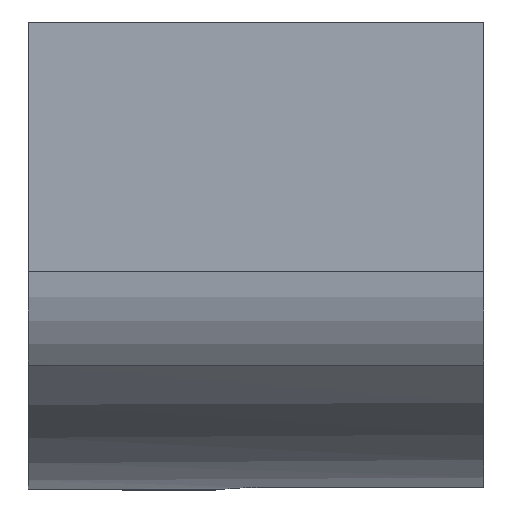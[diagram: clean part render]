
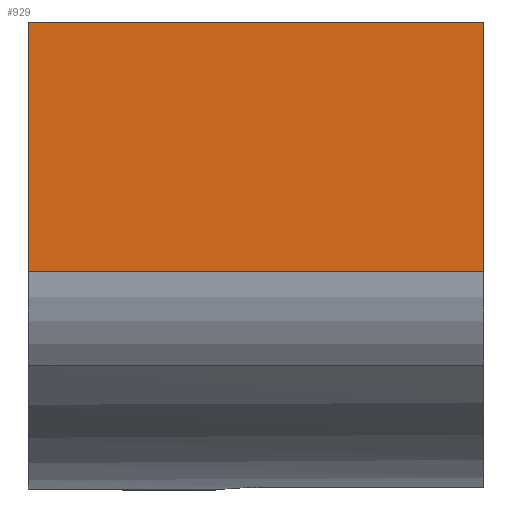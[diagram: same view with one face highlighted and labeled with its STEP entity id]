
A CAD part, left-side view. The second image highlights one B-rep face of the part: STEP entity #929.
In plain terms, the highlighted planar face has unit normal (-1, 0, 0).
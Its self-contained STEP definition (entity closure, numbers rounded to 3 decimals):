
#72=PLANE('',#1024);
#118=FACE_OUTER_BOUND('',#172,.T.);
#172=EDGE_LOOP('',(#823,#824,#825,#826));
#217=LINE('',#1417,#298);
#248=LINE('',#1825,#329);
#258=LINE('',#1850,#339);
#259=LINE('',#1851,#340);
#298=VECTOR('',#1130,10.);
#329=VECTOR('',#1233,10.);
#339=VECTOR('',#1261,10.);
#340=VECTOR('',#1262,10.);
#414=VERTEX_POINT('',#1414);
#415=VERTEX_POINT('',#1416);
#458=VERTEX_POINT('',#1823);
#464=VERTEX_POINT('',#1849);
#516=EDGE_CURVE('',#414,#415,#217,.T.);
#579=EDGE_CURVE('',#414,#458,#248,.T.);
#591=EDGE_CURVE('',#464,#458,#258,.T.);
#592=EDGE_CURVE('',#415,#464,#259,.T.);
#823=ORIENTED_EDGE('',*,*,#579,.T.);
#824=ORIENTED_EDGE('',*,*,#591,.F.);
#825=ORIENTED_EDGE('',*,*,#592,.F.);
#826=ORIENTED_EDGE('',*,*,#516,.F.);
#929=ADVANCED_FACE('',(#118),#72,.T.);
#1024=AXIS2_PLACEMENT_3D('',#1848,#1259,#1260);
#1130=DIRECTION('',(0.,0.,-1.));
#1233=DIRECTION('',(0.,1.,0.));
#1259=DIRECTION('center_axis',(-1.,0.,0.));
#1260=DIRECTION('ref_axis',(0.,0.,
1.));
#1261=DIRECTION('',(0.,0.,1.));
#1262=DIRECTION('',(0.,1.,0.));
#1414=CARTESIAN_POINT('',(-47.,-29.37,68.));
#1416=CARTESIAN_POINT('',(-47.,-29.37,28.));
#1417=CARTESIAN_POINT('',(-47.,-29.37,68.));
#1823=CARTESIAN_POINT('',(-47.,43.574,68.));
#1825=CARTESIAN_POINT('',(-47.,28.63,68.));
#1848=CARTESIAN_POINT('Origin',(-47.,28.63,28.));
#1849=CARTESIAN_POINT('',(-47.,43.574,28.));
#1850=CARTESIAN_POINT('',(-47.,43.574,68.));
#1851=CARTESIAN_POINT('',(-47.,28.63,28.));
